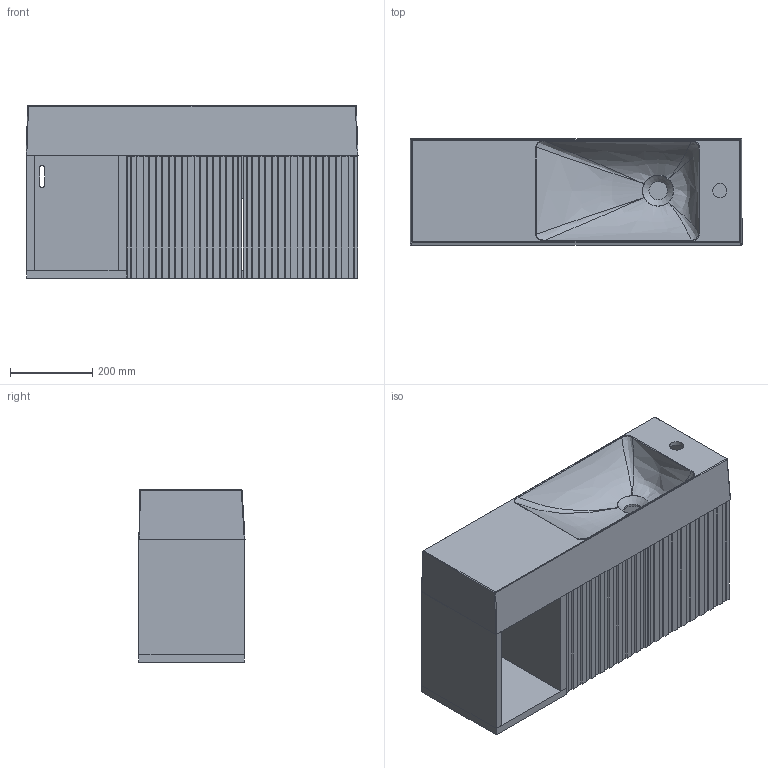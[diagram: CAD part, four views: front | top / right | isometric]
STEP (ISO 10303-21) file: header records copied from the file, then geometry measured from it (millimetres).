
FILE_DESCRIPTION(/* description */ (''),/* implementation_level */ '2;1');
FILE_NAME(/* name */ 'trill 800+тумба.stp',/* time_stamp */ '2025-08-22T10:13:57+03:00',/* author */ ('ya'),/* organization */ (''),/* preprocessor_version */ 'ST-DEVELOPER v18.1',/* originating_system */ 'Autodesk Inventor 2022',/* authorisation */ '');
FILE_SCHEMA (('AUTOMOTIVE_DESIGN { 1 0 10303 214 3 1 1 }'));
Length unit declared in the file: millimetre
Products named in the file (3): trill 800+тумба; trill 800_MIR; Trill L_MIR
Assembly tree (2 placements, depth 2):
  trill 800+тумба
    trill 800_MIR
    Trill L_MIR
Bounding box: 808.38 x 258.39 x 420 mm (x, y, z)
Volume: 17608138 mm3; surface area: 2475009.6 mm2
Topology: 8 solids, 8 shells, 224 faces, 569 edges, 350 vertices
Faces by surface type: plane 136, bspline 48, cylinder 26, sphere 8, torus 4, cone 2
Full cylindrical faces by diameter (mm): 10 x2, 35 x1, 45 x1
Entity records: 20785 total; most frequent: CARTESIAN_POINT 15519, ORIENTED_EDGE 1112, DIRECTION 924, EDGE_CURVE 556, LINE 378, VECTOR 378, VERTEX_POINT 350, AXIS2_PLACEMENT_3D 273
